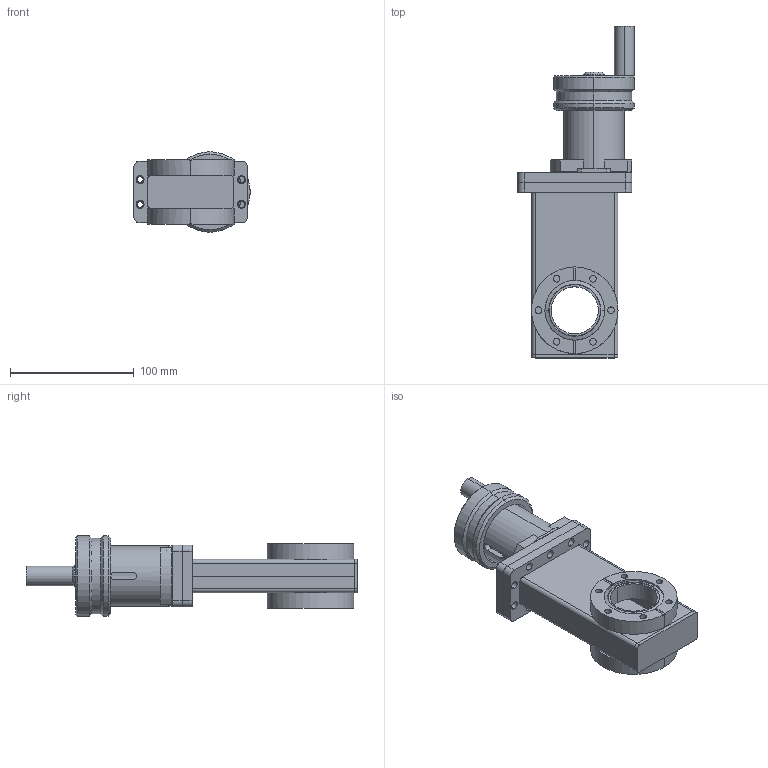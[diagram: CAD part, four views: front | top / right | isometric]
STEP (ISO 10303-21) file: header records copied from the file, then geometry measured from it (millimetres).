
FILE_DESCRIPTION (( 'STEP AP214' ), '1' );
FILE_NAME ('G1500-100-21(275150)-1100_G1500 Gate Valve 1.5 I.D. x 2.75 O.D. CF port flanges Metal seal bonnet Manual actuator.STEP', '2025-01-24T15:41:16', ( '' ), ( '' ), 'SwSTEP 2.0', 'SolidWorks 2023', '' );
FILE_SCHEMA (( 'AUTOMOTIVE_DESIGN' ));
Length unit declared in the file: inch
Products named in the file (1): G1500-100-21(275150)-1100_G1500 Gate Valve 1.5 I.D. x 2.75 O.D. CF port flanges Metal seal bonnet Manual actuator
Bounding box: 94 x 268.3 x 65 mm (x, y, z)
Surface area: 117158.1 mm2 (no closed solid volume)
Topology: 0 solids, 16 shells, 213 faces, 694 edges, 497 vertices
Faces by surface type: cylinder 120, plane 71, cone 18, bspline 4
Entity records: 8276 total; most frequent: CARTESIAN_POINT 1799, DIRECTION 1471, ORIENTED_EDGE 1152, EDGE_CURVE 694, AXIS2_PLACEMENT_3D 575, VERTEX_POINT 497, CIRCLE 365, VECTOR 321
